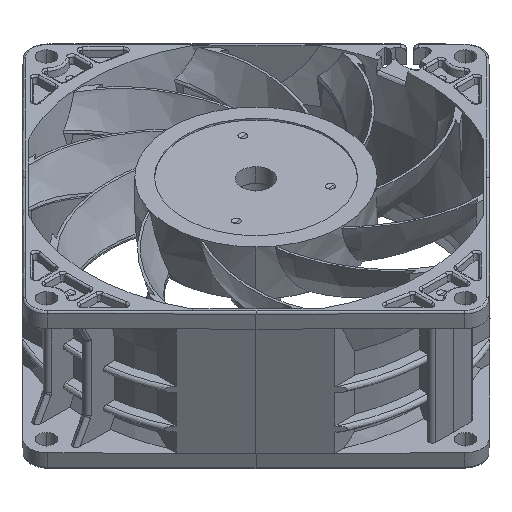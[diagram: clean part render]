
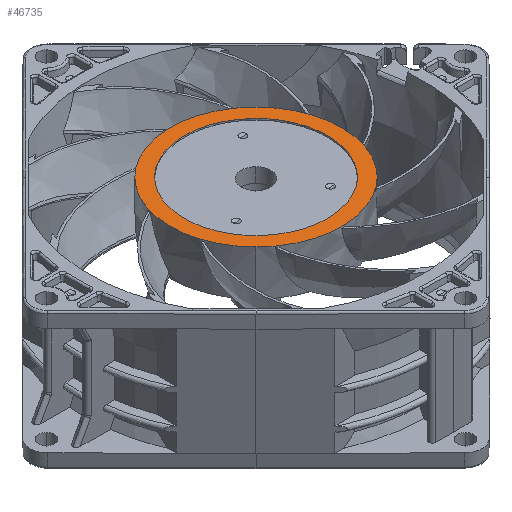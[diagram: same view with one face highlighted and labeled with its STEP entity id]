
A CAD part, isometric view. The second image highlights one B-rep face of the part: STEP entity #46735.
In plain terms, the highlighted free-form (B-spline) face has degree [1, 1] with [2, 2] control points.
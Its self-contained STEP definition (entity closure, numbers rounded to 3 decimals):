
#330 = VERTEX_POINT ( 'NONE', #51785 ) ;
#768 = CARTESIAN_POINT ( 'NONE',  ( -16.908, -16.908, 4.519 ) ) ;
#1739 = CARTESIAN_POINT ( 'NONE',  ( -28.298, 0., 4.519 ) ) ;
#3291 = CARTESIAN_POINT ( 'NONE',  ( -14.149, -14.149, 4.519 ) ) ;
#3506 = CARTESIAN_POINT ( 'NONE',  ( 0., -33.818, 4.519 ) ) ;
#3670 = FACE_BOUND ( 'NONE', #29037, .T. ) ;
#4907 = EDGE_CURVE ( 'NONE', #330, #49715, #36699, .T. ) ;
#5177 = CARTESIAN_POINT ( 'NONE',  ( 16.908, 16.908, 4.519 ) ) ;
#8685 = CARTESIAN_POINT ( 'NONE',  ( 0., 33.817, 4.519 ) ) ;
#9829 = CARTESIAN_POINT ( 'NONE',  ( -14.149, 14.149, 4.519 ) ) ;
#10599 = ORIENTED_EDGE ( 'NONE', *, *, #4907, .F. ) ;
#10908 = CARTESIAN_POINT ( 'NONE',  ( 16.908, -16.908, 4.519 ) ) ;
#13893 = CARTESIAN_POINT ( 'NONE',  ( 0., 28.298, 4.519 ) ) ;
#14101 = CARTESIAN_POINT ( 'NONE',  ( 16.908, 16.908, 4.519 ) ) ;
#14739 =( BOUNDED_CURVE ( )  B_SPLINE_CURVE ( 2, ( #49765, #13893, #9829, #1739, #41483 ),
 .UNSPECIFIED., .F., .F. ) 
 B_SPLINE_CURVE_WITH_KNOTS ( ( 3, 2, 3 ),
 ( 0., 1.571, 3.142 ),
 .UNSPECIFIED. ) 
 CURVE ( )  GEOMETRIC_REPRESENTATION_ITEM ( )  RATIONAL_B_SPLINE_CURVE ( ( 1., 0.707, 1., 0.707, 1. ) ) 
 REPRESENTATION_ITEM ( '' )  );
#15655 = CARTESIAN_POINT ( 'NONE',  ( 0., 33.818, 4.519 ) ) ;
#20728 = CARTESIAN_POINT ( 'NONE',  ( 28.298, 0., 4.519 ) ) ;
#20807 = VERTEX_POINT ( 'NONE', #48083 ) ;
#23092 = CARTESIAN_POINT ( 'NONE',  ( 16.908, 16.908, 4.519 ) ) ;
#25746 = EDGE_LOOP ( 'NONE', ( #47702, #10599 ) ) ;
#28940 = CARTESIAN_POINT ( 'NONE',  ( -16.908, 16.908, 4.519 ) ) ;
#29037 = EDGE_LOOP ( 'NONE', ( #43960, #31493 ) ) ;
#31399 = VERTEX_POINT ( 'NONE', #3291 ) ;
#31430 = EDGE_CURVE ( 'NONE', #31399, #20807, #43798, .T. ) ;
#31493 = ORIENTED_EDGE ( 'NONE', *, *, #31430, .F. ) ;
#32153 = CARTESIAN_POINT ( 'NONE',  ( -14.149, -14.149, 4.519 ) ) ;
#33920 = FACE_OUTER_BOUND ( 'NONE', #25746, .T. ) ;
#36342 = CARTESIAN_POINT ( 'NONE',  ( 14.149, 14.149, 4.519 ) ) ;
#36699 =( BOUNDED_CURVE ( )  B_SPLINE_CURVE ( 2, ( #768, #45420, #28940, #8685, #5177 ),
 .UNSPECIFIED., .F., .T. ) 
 B_SPLINE_CURVE_WITH_KNOTS ( ( 3, 2, 3 ),
 ( 3.142, 4.712, 6.283 ),
 .UNSPECIFIED. ) 
 CURVE ( )  GEOMETRIC_REPRESENTATION_ITEM ( )  RATIONAL_B_SPLINE_CURVE ( ( 1., 0.707, 1., 0.707, 1. ) ) 
 REPRESENTATION_ITEM ( '' )  );
#38521 = CARTESIAN_POINT ( 'NONE',  ( 33.817, 0., 4.519 ) ) ;
#38878 = CARTESIAN_POINT ( 'NONE',  ( -16.908, -16.908, 4.519 ) ) ;
#39745 = CARTESIAN_POINT ( 'NONE',  ( 33.818, 0., 4.519 ) ) ;
#40203 = EDGE_CURVE ( 'NONE', #20807, #31399, #14739, .T. ) ;
#40547 = CARTESIAN_POINT ( 'NONE',  ( 0., -28.298, 4.519 ) ) ;
#41483 = CARTESIAN_POINT ( 'NONE',  ( -14.149, -14.149, 4.519 ) ) ;
#43798 =( BOUNDED_CURVE ( )  B_SPLINE_CURVE ( 2, ( #32153, #40547, #44562, #20728, #36342 ),
 .UNSPECIFIED., .F., .F. ) 
 B_SPLINE_CURVE_WITH_KNOTS ( ( 3, 2, 3 ),
 ( 3.142, 4.712, 6.283 ),
 .UNSPECIFIED. ) 
 CURVE ( )  GEOMETRIC_REPRESENTATION_ITEM ( )  RATIONAL_B_SPLINE_CURVE ( ( 1., 0.707, 1., 0.707, 1. ) ) 
 REPRESENTATION_ITEM ( '' )  );
#43919 = CARTESIAN_POINT ( 'NONE',  ( -33.818, 0., 4.519 ) ) ;
#43960 = ORIENTED_EDGE ( 'NONE', *, *, #40203, .F. ) ;
#44106 = EDGE_CURVE ( 'NONE', #49715, #330, #46244, .T. ) ;
#44562 = CARTESIAN_POINT ( 'NONE',  ( 14.149, -14.149, 4.519 ) ) ;
#45420 = CARTESIAN_POINT ( 'NONE',  ( -33.817, 0., 4.519 ) ) ;
#46244 =( BOUNDED_CURVE ( )  B_SPLINE_CURVE ( 2, ( #14101, #38521, #10908, #47122, #38878 ),
 .UNSPECIFIED., .F., .F. ) 
 B_SPLINE_CURVE_WITH_KNOTS ( ( 3, 2, 3 ),
 ( 0., 1.571, 3.142 ),
 .UNSPECIFIED. ) 
 CURVE ( )  GEOMETRIC_REPRESENTATION_ITEM ( )  RATIONAL_B_SPLINE_CURVE ( ( 1., 0.707, 1., 0.707, 1. ) ) 
 REPRESENTATION_ITEM ( '' )  );
#46735 = ADVANCED_FACE ( 'NONE', ( #33920, #3670 ), #48737, .T. ) ;
#47122 = CARTESIAN_POINT ( 'NONE',  ( 0., -33.817, 4.519 ) ) ;
#47702 = ORIENTED_EDGE ( 'NONE', *, *, #44106, .F. ) ;
#48083 = CARTESIAN_POINT ( 'NONE',  ( 14.149, 14.149, 4.519 ) ) ;
#48737 = B_SPLINE_SURFACE_WITH_KNOTS ( 'NONE', 1, 1, ( 
 ( #3506, #43919 ),
 ( #39745, #15655 ) ),
 .UNSPECIFIED., .F., .F., .F.,
 ( 2, 2 ),
 ( 2, 2 ),
 ( -23.913, 23.913 ),
 ( -23.913, 23.913 ),
 .UNSPECIFIED. ) ;
#49715 = VERTEX_POINT ( 'NONE', #23092 ) ;
#49765 = CARTESIAN_POINT ( 'NONE',  ( 14.149, 14.149, 4.519 ) ) ;
#51785 = CARTESIAN_POINT ( 'NONE',  ( -16.908, -16.908, 4.519 ) ) ;
